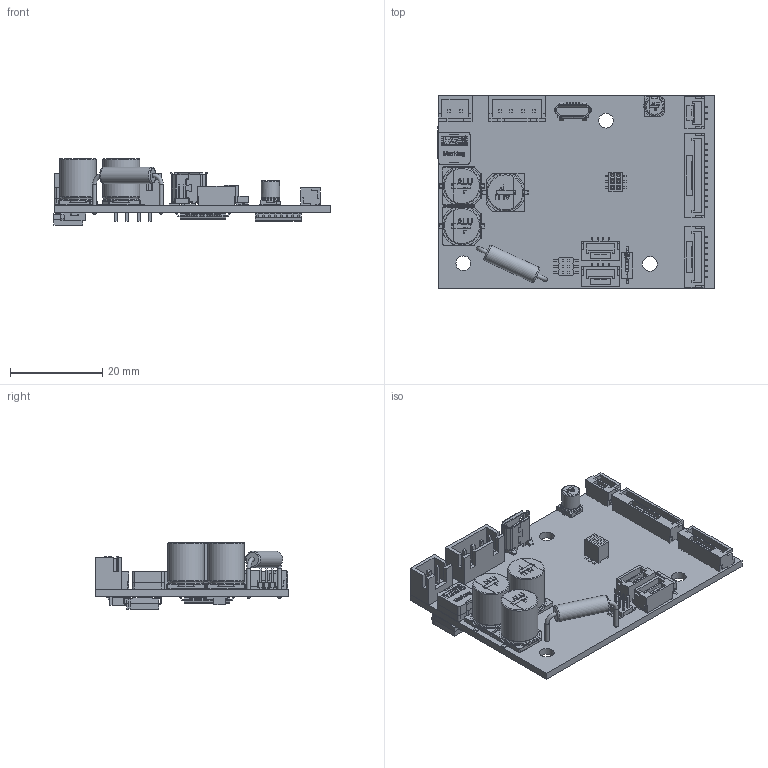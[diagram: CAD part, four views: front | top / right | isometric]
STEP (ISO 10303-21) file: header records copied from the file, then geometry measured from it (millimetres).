
FILE_DESCRIPTION(/* description */ (''),/* implementation_level */ '2;1');
FILE_NAME(/* name */ 'CL3-E.stp',/* time_stamp */ '2017-04-03T10:37:03+02:00',/* author */ ('knoll_j'),/* organization */ (''),/* preprocessor_version */ 'ST-DEVELOPER v16.5',/* originating_system */ 'Autodesk Inventor 2017',/* authorisation */ '');
FILE_SCHEMA (('AUTOMOTIVE_DESIGN { 1 0 10303 214 3 1 1 }'));
Products named in the file (24): CL3-E_W04; Shape; Baugruppe5; Shape008; Shape009; Shape016; Shape017; Shape018; Shape023; Shape189; Shape192; Shape193; Shape194; Shape196; Shape215; Shape224; Shape227; Shape228; Shape235; Shape237; Shape236; Shape239; Shape272; Ballast-Widerstand
Assembly tree (23 placements, depth 3):
  CL3-E_W04
    Shape
    Baugruppe5
      Shape008
      Shape009
      Shape016
      Shape017
      Shape018
      Shape023
      Shape189
      Shape192
      Shape193
      Shape194
      Shape196
      Shape215
      Shape224
      Shape227
      Shape228
      Shape235
      Shape237
      Shape236
      Shape239
      Shape272
    Ballast-Widerstand
Bounding box: 60.05 x 42 x 14.44 mm (x, y, z)
Volume: 7347.6 mm3; surface area: 12035.8 mm2
Topology: 43 solids, 43 shells, 4084 faces, 10770 edges, 6852 vertices
Faces by surface type: plane 2955, cylinder 765, bspline 194, torus 100, sphere 68, cone 2
Full cylindrical faces by diameter (mm): 0.224 x2, 0.314 x6, 0.527 x1, 0.6 x1, 0.9 x4, 2.5 x1, 3.2 x3, 3.6 x1, 4 x2, 8 x6
Entity records: 129471 total; most frequent: CARTESIAN_POINT 28554, ORIENTED_EDGE 21270, DIRECTION 19775, EDGE_CURVE 10635, LINE 8565, VECTOR 8565, VERTEX_POINT 6834, AXIS2_PLACEMENT_3D 5605
